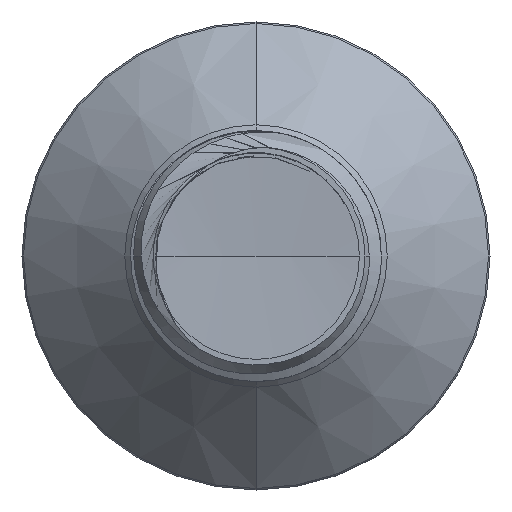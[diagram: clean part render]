
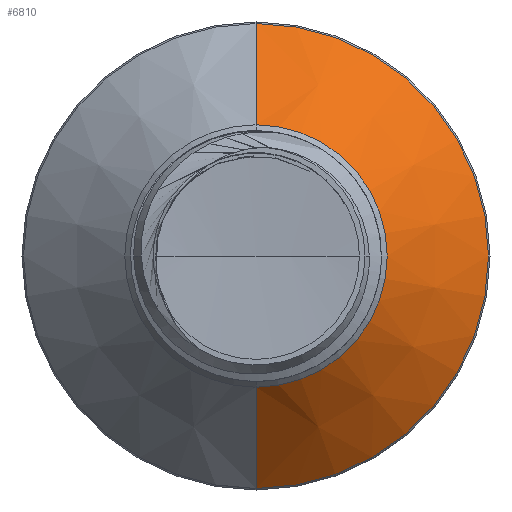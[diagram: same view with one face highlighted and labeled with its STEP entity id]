
A CAD part, front view. The second image highlights one B-rep face of the part: STEP entity #6810.
In plain terms, the highlighted conical face has half-angle 45 degrees and reference radius 1.571 mm.
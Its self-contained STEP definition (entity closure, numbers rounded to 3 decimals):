
#948 = VERTEX_POINT ( 'NONE', #9282 ) ;
#1471 = AXIS2_PLACEMENT_3D ( 'NONE', #6805, #24229, #9374 ) ;
#3350 = ORIENTED_EDGE ( 'NONE', *, *, #10205, .F. ) ;
#4379 = DIRECTION ( 'NONE',  ( 0., 1., 0. ) ) ;
#4385 = AXIS2_PLACEMENT_3D ( 'NONE', #19389, #4379, #21878 ) ;
#4719 = VECTOR ( 'NONE', #23130, 1000. ) ;
#4860 = EDGE_CURVE ( 'NONE', #21942, #7058, #30389, .T. ) ;
#5115 = EDGE_CURVE ( 'NONE', #31315, #7058, #28850, .T. ) ;
#5625 = DIRECTION ( 'NONE',  ( 0., 1., 0. ) ) ;
#5783 = DIRECTION ( 'NONE',  ( 0., 0.707, 0.707 ) ) ;
#6597 = CARTESIAN_POINT ( 'NONE',  ( 0., 15.62, 2.782 ) ) ;
#6805 = CARTESIAN_POINT ( 'NONE',  ( 0., 14.409, 0. ) ) ;
#6810 = ADVANCED_FACE ( 'NONE', ( #7081 ), #17996, .T. ) ;
#7058 = VERTEX_POINT ( 'NONE', #17235 ) ;
#7081 = FACE_OUTER_BOUND ( 'NONE', #18993, .T. ) ;
#8249 = CARTESIAN_POINT ( 'NONE',  ( 0., 14.409, -1.571 ) ) ;
#9282 = CARTESIAN_POINT ( 'NONE',  ( 0., 14.409, 1.571 ) ) ;
#9374 = DIRECTION ( 'NONE',  ( 0., 0., 1. ) ) ;
#10187 = VECTOR ( 'NONE', #5783, 1000. ) ;
#10205 = EDGE_CURVE ( 'NONE', #948, #31315, #16792, .T. ) ;
#10427 = ORIENTED_EDGE ( 'NONE', *, *, #4860, .T. ) ;
#10637 = DIRECTION ( 'NONE',  ( 0., 0., 1. ) ) ;
#10851 = ORIENTED_EDGE ( 'NONE', *, *, #22689, .T. ) ;
#16578 = ORIENTED_EDGE ( 'NONE', *, *, #5115, .F. ) ;
#16792 = LINE ( 'NONE', #28076, #10187 ) ;
#17235 = CARTESIAN_POINT ( 'NONE',  ( 0., 15.62, -2.782 ) ) ;
#17996 = CONICAL_SURFACE ( 'NONE', #26530, 1.571, 0.785 ) ;
#18993 = EDGE_LOOP ( 'NONE', ( #10851, #10427, #16578, #3350 ) ) ;
#19389 = CARTESIAN_POINT ( 'NONE',  ( 0., 15.62, 0. ) ) ;
#21878 = DIRECTION ( 'NONE',  ( 0., 0., 1. ) ) ;
#21942 = VERTEX_POINT ( 'NONE', #29959 ) ;
#22689 = EDGE_CURVE ( 'NONE', #948, #21942, #28288, .T. ) ;
#23130 = DIRECTION ( 'NONE',  ( 0., 0.707, -0.707 ) ) ;
#24229 = DIRECTION ( 'NONE',  ( 0., 1., 0. ) ) ;
#26530 = AXIS2_PLACEMENT_3D ( 'NONE', #30425, #5625, #10637 ) ;
#28076 = CARTESIAN_POINT ( 'NONE',  ( 0., 14.409, 1.571 ) ) ;
#28288 = CIRCLE ( 'NONE', #1471, 1.571 ) ;
#28850 = CIRCLE ( 'NONE', #4385, 2.782 ) ;
#29959 = CARTESIAN_POINT ( 'NONE',  ( 0., 14.409, -1.571 ) ) ;
#30389 = LINE ( 'NONE', #8249, #4719 ) ;
#30425 = CARTESIAN_POINT ( 'NONE',  ( 0., 14.409, 0. ) ) ;
#31315 = VERTEX_POINT ( 'NONE', #6597 ) ;
